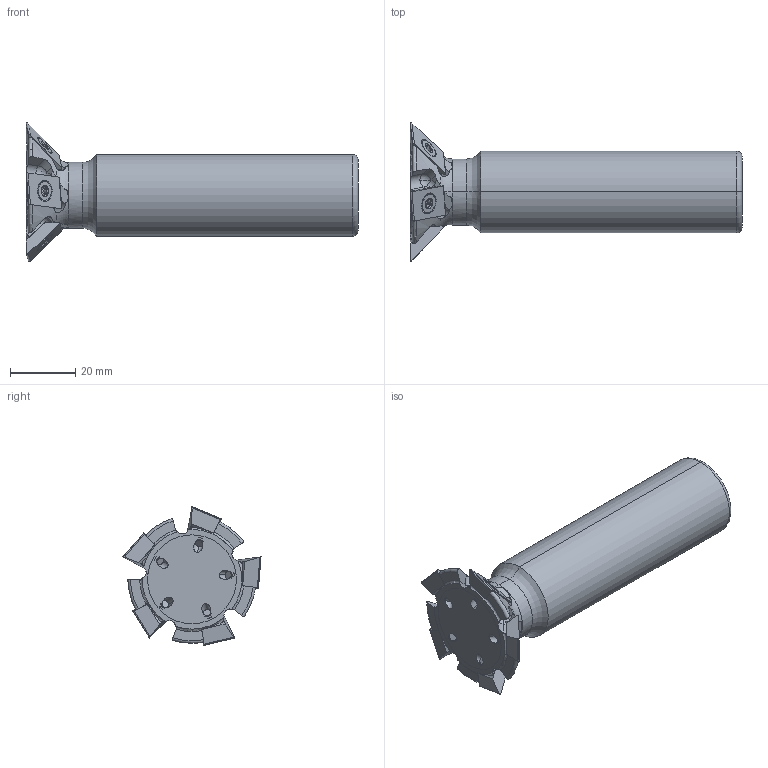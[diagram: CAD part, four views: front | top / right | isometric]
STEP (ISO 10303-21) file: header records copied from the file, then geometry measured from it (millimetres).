
FILE_DESCRIPTION (( 'STEP AP214' ), '1' );
FILE_NAME ('DC1750-M.STEP', '2020-10-29T18:42:57', ( '' ), ( '' ), 'SwSTEP 2.0', 'SolidWorks 2018', '' );
FILE_SCHEMA (( 'AUTOMOTIVE_DESIGN' ));
Length unit declared in the file: millimetre
Products named in the file (4): DC1750-M; DC1750-S_WITH THREADS ; DC1750-M45_FINISHED PART; DC1750-B
Assembly tree (11 placements, depth 2):
  DC1750-M
    DC1750-M45_FINISHED PART
    DC1750-B  x5
    DC1750-S_WITH THREADS   x5
Bounding box: 101.6 x 42.27 x 42.42 mm (x, y, z)
Volume: 50014.8 mm3; surface area: 12883.6 mm2
Topology: 11 solids, 11 shells, 587 faces, 1526 edges, 918 vertices
Faces by surface type: cylinder 255, cone 164, plane 108, torus 41, bspline 10, sphere 9
Entity records: 9575 total; most frequent: CARTESIAN_POINT 3283, ORIENTED_EDGE 1308, DIRECTION 1120, EDGE_CURVE 654, AXIS2_PLACEMENT_3D 441, VERTEX_POINT 416, EDGE_LOOP 262, ADVANCED_FACE 247
